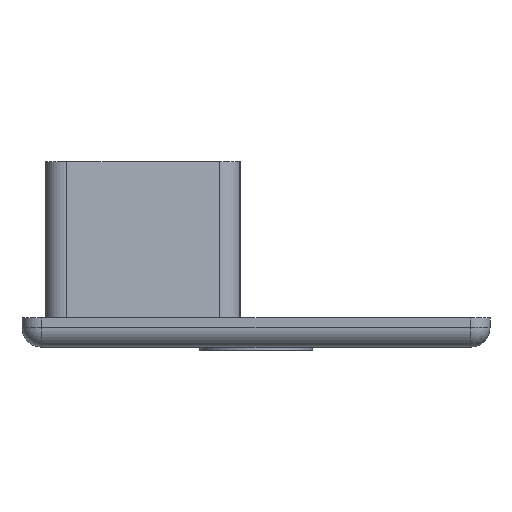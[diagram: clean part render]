
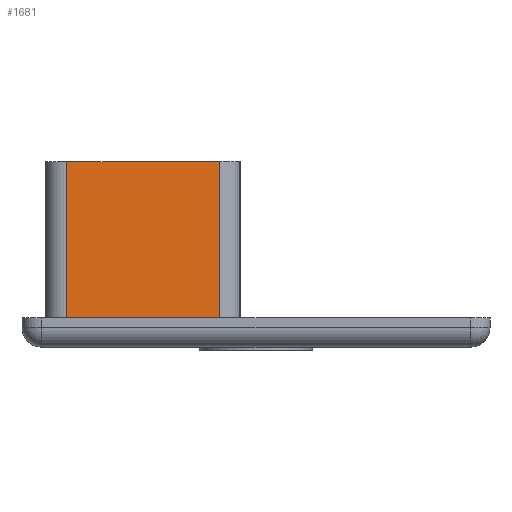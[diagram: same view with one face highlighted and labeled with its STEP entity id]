
A CAD part, left-side view. The second image highlights one B-rep face of the part: STEP entity #1681.
In plain terms, the highlighted planar face has unit normal (-0.995, -0.102, 0).
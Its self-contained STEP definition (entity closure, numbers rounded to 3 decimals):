
#898=CARTESIAN_POINT('',(-175.239,127.418,15.));
#899=VERTEX_POINT('',#898);
#907=CARTESIAN_POINT('',(-183.249,205.622,15.));
#908=VERTEX_POINT('',#907);
#909=CARTESIAN_POINT('',(-175.239,127.418,15.));
#910=DIRECTION('',(-0.102,0.995,0.0));
#911=VECTOR('',#910,78.613);
#912=LINE('',#909,#911);
#913=EDGE_CURVE('',#899,#908,#912,.T.);
#1508=CARTESIAN_POINT('',(-175.239,127.418,95.));
#1509=VERTEX_POINT('',#1508);
#1517=CARTESIAN_POINT('',(-175.239,127.418,15.));
#1518=DIRECTION('',(0.0,0.0,1.0));
#1519=VECTOR('',#1518,80.);
#1520=LINE('',#1517,#1519);
#1521=EDGE_CURVE('',#899,#1509,#1520,.T.);
#1605=CARTESIAN_POINT('',(-183.249,205.622,95.));
#1606=VERTEX_POINT('',#1605);
#1614=CARTESIAN_POINT('',(-175.239,127.418,95.));
#1615=DIRECTION('',(-0.102,0.995,0.0));
#1616=VECTOR('',#1615,78.613);
#1617=LINE('',#1614,#1616);
#1618=EDGE_CURVE('',#1509,#1606,#1617,.T.);
#1665=CARTESIAN_POINT('',(-175.239,127.418,15.));
#1666=DIRECTION('',(-0.995,-0.102,0.0));
#1667=DIRECTION('',(0.0,0.0,1.0));
#1668=AXIS2_PLACEMENT_3D('',#1665,#1666,#1667);
#1669=PLANE('',#1668);
#1670=CARTESIAN_POINT('',(-183.249,205.622,15.));
#1671=DIRECTION('',(0.0,0.0,1.0));
#1672=VECTOR('',#1671,80.);
#1673=LINE('',#1670,#1672);
#1674=EDGE_CURVE('',#908,#1606,#1673,.T.);
#1675=ORIENTED_EDGE('',*,*,#1674,.F.);
#1676=ORIENTED_EDGE('',*,*,#913,.F.);
#1677=ORIENTED_EDGE('',*,*,#1521,.T.);
#1678=ORIENTED_EDGE('',*,*,#1618,.T.);
#1679=EDGE_LOOP('',(#1675,#1676,#1677,#1678));
#1680=FACE_OUTER_BOUND('',#1679,.T.);
#1681=ADVANCED_FACE('',(#1680),#1669,.T.);
